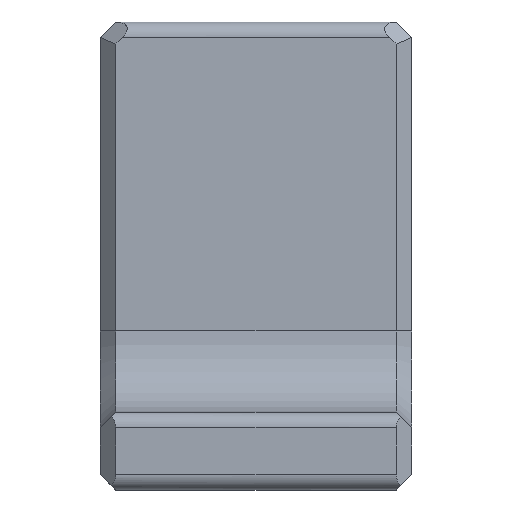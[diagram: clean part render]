
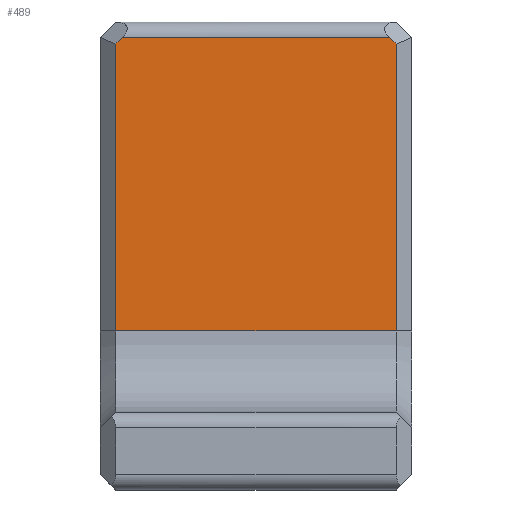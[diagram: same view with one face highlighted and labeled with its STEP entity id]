
A CAD part, front view. The second image highlights one B-rep face of the part: STEP entity #489.
In plain terms, the highlighted planar face has unit normal (0, -1, 0).
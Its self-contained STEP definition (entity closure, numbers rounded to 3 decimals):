
#434=CARTESIAN_POINT('',(-5.81,-176.56,486.116));
#435=DIRECTION('',(0.,1.,0.));
#436=DIRECTION('',(0.,0.,1.));
#437=AXIS2_PLACEMENT_3D('',#434,#435,#436);
#438=PLANE('',#437);
#439=CARTESIAN_POINT('',(8.19,-176.56,484.702));
#440=VERTEX_POINT('',#439);
#441=CARTESIAN_POINT('',(7.775,-176.56,485.116));
#442=VERTEX_POINT('',#441);
#443=CARTESIAN_POINT('',(8.19,-176.56,484.702));
#444=DIRECTION('',(-0.707,0.,0.707));
#445=VECTOR('',#444,0.586);
#446=LINE('',#443,#445);
#447=EDGE_CURVE('',#440,#442,#446,.T.);
#448=ORIENTED_EDGE('',*,*,#447,.T.);
#449=CARTESIAN_POINT('',(-9.396,-176.56,485.116));
#450=VERTEX_POINT('',#449);
#451=CARTESIAN_POINT('',(7.775,-176.56,485.116));
#452=DIRECTION('',(-1.,-0.,0.));
#453=VECTOR('',#452,17.172);
#454=LINE('',#451,#453);
#455=EDGE_CURVE('',#442,#450,#454,.T.);
#456=ORIENTED_EDGE('',*,*,#455,.T.);
#457=CARTESIAN_POINT('',(-9.81,-176.56,484.702));
#458=VERTEX_POINT('',#457);
#459=CARTESIAN_POINT('',(-9.396,-176.56,485.116));
#460=DIRECTION('',(-0.707,0.,-0.707));
#461=VECTOR('',#460,0.586);
#462=LINE('',#459,#461);
#463=EDGE_CURVE('',#450,#458,#462,.T.);
#464=ORIENTED_EDGE('',*,*,#463,.T.);
#465=CARTESIAN_POINT('',(-9.81,-176.56,466.265));
#466=VERTEX_POINT('',#465);
#467=CARTESIAN_POINT('',(-9.81,-176.56,484.702));
#468=DIRECTION('',(0.,0.,-1.));
#469=VECTOR('',#468,18.437);
#470=LINE('',#467,#469);
#471=EDGE_CURVE('',#458,#466,#470,.T.);
#472=ORIENTED_EDGE('',*,*,#471,.T.);
#473=CARTESIAN_POINT('',(8.19,-176.56,466.265));
#474=VERTEX_POINT('',#473);
#475=CARTESIAN_POINT('',(-9.81,-176.56,466.265));
#476=DIRECTION('',(1.,0.,-0.));
#477=VECTOR('',#476,18.);
#478=LINE('',#475,#477);
#479=EDGE_CURVE('',#466,#474,#478,.T.);
#480=ORIENTED_EDGE('',*,*,#479,.T.);
#481=CARTESIAN_POINT('',(8.19,-176.56,466.265));
#482=DIRECTION('',(0.,0.,1.));
#483=VECTOR('',#482,18.437);
#484=LINE('',#481,#483);
#485=EDGE_CURVE('',#474,#440,#484,.T.);
#486=ORIENTED_EDGE('',*,*,#485,.T.);
#487=EDGE_LOOP('',(#448,#456,#464,#472,#480,#486));
#488=FACE_BOUND('',#487,.T.);
#489=ADVANCED_FACE('',(#488),#438,.F.);
